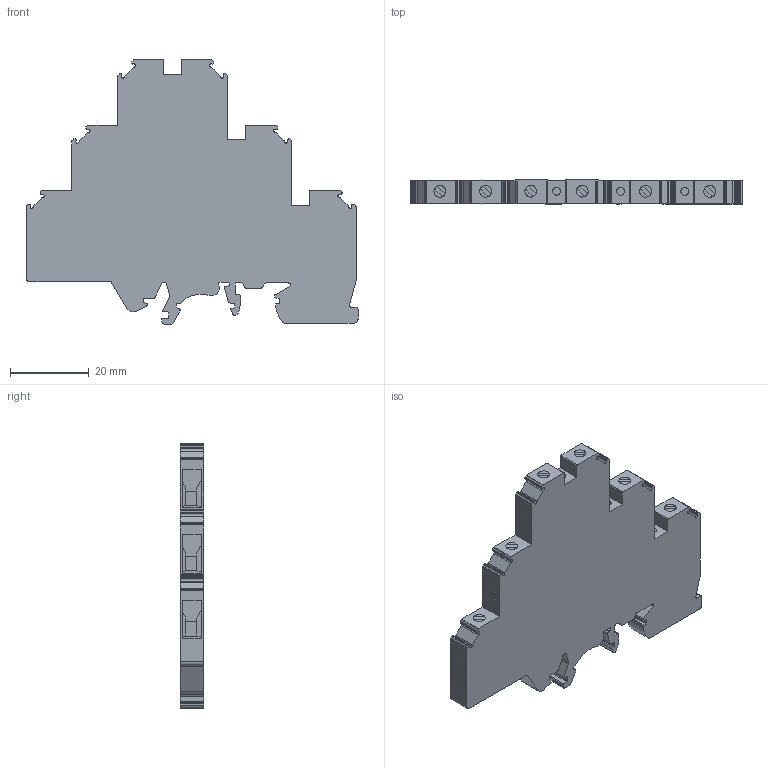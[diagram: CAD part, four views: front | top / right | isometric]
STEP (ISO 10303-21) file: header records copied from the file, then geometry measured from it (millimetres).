
FILE_DESCRIPTION (( 'STEP AP203' ), '1' );
FILE_NAME ('CTL2.5U.STEP', '2024-12-06T11:12:07', ( '' ), ( '' ), 'SwSTEP 2.0', 'SolidWorks 2022', '' );
FILE_SCHEMA (( 'CONFIG_CONTROL_DESIGN' ));
Length unit declared in the file: millimetre
Products named in the file (1): CTL2.5U
Bounding box: 84.5 x 6 x 67.29 mm (x, y, z)
Volume: 21430.9 mm3; surface area: 9530.9 mm2
Topology: 1 solids, 1 shells, 419 faces, 1182 edges, 780 vertices
Faces by surface type: plane 265, cylinder 154
Entity records: 13633 total; most frequent: CARTESIAN_POINT 2382, ORIENTED_EDGE 2364, DIRECTION 2354, EDGE_CURVE 1182, LINE 850, VECTOR 850, VERTEX_POINT 780, AXIS2_PLACEMENT_3D 752
